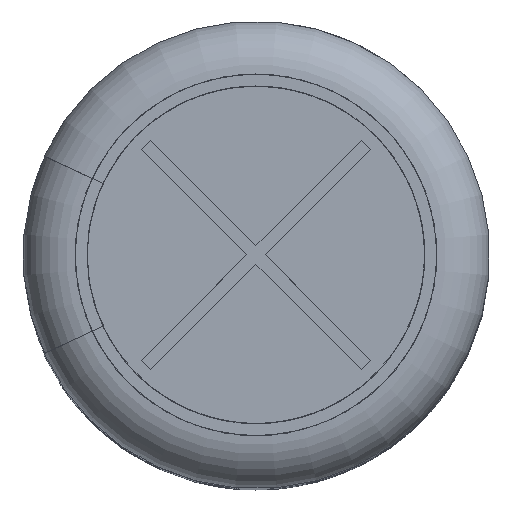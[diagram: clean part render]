
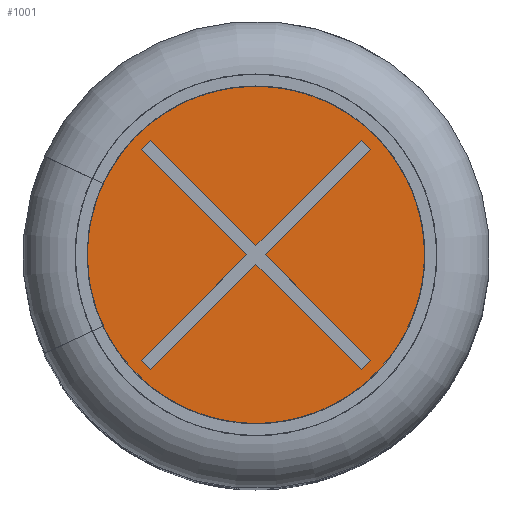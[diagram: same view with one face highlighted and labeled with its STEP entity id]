
A CAD part, top view. The second image highlights one B-rep face of the part: STEP entity #1001.
In plain terms, the highlighted planar face has unit normal (0, 0, 1).
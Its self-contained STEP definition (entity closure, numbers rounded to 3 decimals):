
#1001 = ADVANCED_FACE( '', ( #2314, #2315 ), #2316, .T. );
#2314 = FACE_BOUND( '', #5413, .T. );
#2315 = FACE_OUTER_BOUND( '', #5414, .T. );
#2316 = PLANE( '', #5415 );
#5413 = EDGE_LOOP( '', ( #10892, #10893, #10894, #10895, #10896, #10897, #10898, #10899, #10900, #10901, #10902, #10903 ) );
#5414 = EDGE_LOOP( '', ( #10904 ) );
#5415 = AXIS2_PLACEMENT_3D( '', #10905, #10906, #10907 );
#10892 = ORIENTED_EDGE( '', *, *, #13747, .F. );
#10893 = ORIENTED_EDGE( '', *, *, #13914, .F. );
#10894 = ORIENTED_EDGE( '', *, *, #14396, .F. );
#10895 = ORIENTED_EDGE( '', *, *, #14061, .F. );
#10896 = ORIENTED_EDGE( '', *, *, #14397, .F. );
#10897 = ORIENTED_EDGE( '', *, *, #13880, .F. );
#10898 = ORIENTED_EDGE( '', *, *, #14398, .F. );
#10899 = ORIENTED_EDGE( '', *, *, #14399, .F. );
#10900 = ORIENTED_EDGE( '', *, *, #14133, .F. );
#10901 = ORIENTED_EDGE( '', *, *, #14125, .F. );
#10902 = ORIENTED_EDGE( '', *, *, #14400, .F. );
#10903 = ORIENTED_EDGE( '', *, *, #14401, .F. );
#10904 = ORIENTED_EDGE( '', *, *, #13877, .F. );
#10905 = CARTESIAN_POINT( '', ( -1.935, 0., 10.78 ) );
#10906 = DIRECTION( '', ( 0., 0., 1. ) );
#10907 = DIRECTION( '', ( 1., 0., 0. ) );
#13747 = EDGE_CURVE( '', #15824, #15825, #15826, .T. );
#13877 = EDGE_CURVE( '', #16043, #16043, #16044, .T. );
#13880 = EDGE_CURVE( '', #16048, #16049, #16050, .T. );
#13914 = EDGE_CURVE( '', #16103, #15824, #16104, .T. );
#14061 = EDGE_CURVE( '', #16341, #16342, #16343, .T. );
#14125 = EDGE_CURVE( '', #16443, #16444, #16445, .T. );
#14133 = EDGE_CURVE( '', #16444, #16456, #16457, .T. );
#14396 = EDGE_CURVE( '', #16342, #16103, #16850, .T. );
#14397 = EDGE_CURVE( '', #16049, #16341, #16851, .T. );
#14398 = EDGE_CURVE( '', #16852, #16048, #16853, .T. );
#14399 = EDGE_CURVE( '', #16456, #16852, #16854, .T. );
#14400 = EDGE_CURVE( '', #16855, #16443, #16856, .T. );
#14401 = EDGE_CURVE( '', #15825, #16855, #16857, .T. );
#15824 = VERTEX_POINT( '', #19015 );
#15825 = VERTEX_POINT( '', #19016 );
#15826 = LINE( '', #19017, #19018 );
#16043 = VERTEX_POINT( '', #19439 );
#16044 = CIRCLE( '', #19440, 1.935 );
#16048 = VERTEX_POINT( '', #19444 );
#16049 = VERTEX_POINT( '', #19445 );
#16050 = LINE( '', #19446, #19447 );
#16103 = VERTEX_POINT( '', #19526 );
#16104 = LINE( '', #19527, #19528 );
#16341 = VERTEX_POINT( '', #20013 );
#16342 = VERTEX_POINT( '', #20014 );
#16343 = LINE( '', #20015, #20016 );
#16443 = VERTEX_POINT( '', #20246 );
#16444 = VERTEX_POINT( '', #20247 );
#16445 = LINE( '', #20248, #20249 );
#16456 = VERTEX_POINT( '', #20267 );
#16457 = LINE( '', #20268, #20269 );
#16850 = LINE( '', #21404, #21405 );
#16851 = LINE( '', #21406, #21407 );
#16852 = VERTEX_POINT( '', #21408 );
#16853 = LINE( '', #21409, #21410 );
#16854 = LINE( '', #21411, #21412 );
#16855 = VERTEX_POINT( '', #21413 );
#16856 = LINE( '', #21414, #21415 );
#16857 = LINE( '', #21416, #21417 );
#19015 = CARTESIAN_POINT( '', ( 1.128, 1.227, 10.78 ) );
#19016 = CARTESIAN_POINT( '', ( 0., 0.099, 10.78 ) );
#19017 = CARTESIAN_POINT( '', ( 0., 0.099, 10.78 ) );
#19018 = VECTOR( '', #24498, 1000. );
#19439 = CARTESIAN_POINT( '', ( -1.935, 0., 10.78 ) );
#19440 = AXIS2_PLACEMENT_3D( '', #24627, #24628, #24629 );
#19444 = CARTESIAN_POINT( '', ( 0., -0.099, 10.78 ) );
#19445 = CARTESIAN_POINT( '', ( 1.128, -1.227, 10.78 ) );
#19446 = CARTESIAN_POINT( '', ( 0., -0.099, 10.78 ) );
#19447 = VECTOR( '', #24633, 1000. );
#19526 = CARTESIAN_POINT( '', ( 1.227, 1.128, 10.78 ) );
#19527 = CARTESIAN_POINT( '', ( 1.128, 1.227, 10.78 ) );
#19528 = VECTOR( '', #24664, 1000. );
#20013 = CARTESIAN_POINT( '', ( 1.227, -1.128, 10.78 ) );
#20014 = CARTESIAN_POINT( '', ( 0.099, 0., 10.78 ) );
#20015 = CARTESIAN_POINT( '', ( 0.099, 0., 10.78 ) );
#20016 = VECTOR( '', #24829, 1000. );
#20246 = CARTESIAN_POINT( '', ( -1.227, 1.128, 10.78 ) );
#20247 = CARTESIAN_POINT( '', ( -0.099, 0., 10.78 ) );
#20248 = CARTESIAN_POINT( '', ( -0.099, 0., 10.78 ) );
#20249 = VECTOR( '', #24886, 1000. );
#20267 = CARTESIAN_POINT( '', ( -1.227, -1.128, 10.78 ) );
#20268 = CARTESIAN_POINT( '', ( -0.099, 0., 10.78 ) );
#20269 = VECTOR( '', #24891, 1000. );
#21404 = CARTESIAN_POINT( '', ( 0.099, 0., 10.78 ) );
#21405 = VECTOR( '', #25131, 1000. );
#21406 = CARTESIAN_POINT( '', ( 1.128, -1.227, 10.78 ) );
#21407 = VECTOR( '', #25132, 1000. );
#21408 = CARTESIAN_POINT( '', ( -1.128, -1.227, 10.78 ) );
#21409 = CARTESIAN_POINT( '', ( 0., -0.099, 10.78 ) );
#21410 = VECTOR( '', #25133, 1000. );
#21411 = CARTESIAN_POINT( '', ( -1.227, -1.128, 10.78 ) );
#21412 = VECTOR( '', #25134, 1000. );
#21413 = CARTESIAN_POINT( '', ( -1.128, 1.227, 10.78 ) );
#21414 = CARTESIAN_POINT( '', ( -1.227, 1.128, 10.78 ) );
#21415 = VECTOR( '', #25135, 1000. );
#21416 = CARTESIAN_POINT( '', ( 0., 0.099, 10.78 ) );
#21417 = VECTOR( '', #25136, 1000. );
#24498 = DIRECTION( '', ( -0.707, -0.707, 0. ) );
#24627 = CARTESIAN_POINT( '', ( 0., 0., 10.78 ) );
#24628 = DIRECTION( '', ( 0., 0., -1. ) );
#24629 = DIRECTION( '', ( -1., 0., 0. ) );
#24633 = DIRECTION( '', ( 0.707, -0.707, 0. ) );
#24664 = DIRECTION( '', ( -0.707, 0.707, 0. ) );
#24829 = DIRECTION( '', ( -0.707, 0.707, 0. ) );
#24886 = DIRECTION( '', ( 0.707, -0.707, 0. ) );
#24891 = DIRECTION( '', ( -0.707, -0.707, 0. ) );
#25131 = DIRECTION( '', ( 0.707, 0.707, 0. ) );
#25132 = DIRECTION( '', ( 0.707, 0.707, 0. ) );
#25133 = DIRECTION( '', ( 0.707, 0.707, 0. ) );
#25134 = DIRECTION( '', ( 0.707, -0.707, 0. ) );
#25135 = DIRECTION( '', ( -0.707, -0.707, 0. ) );
#25136 = DIRECTION( '', ( -0.707, 0.707, 0. ) );
